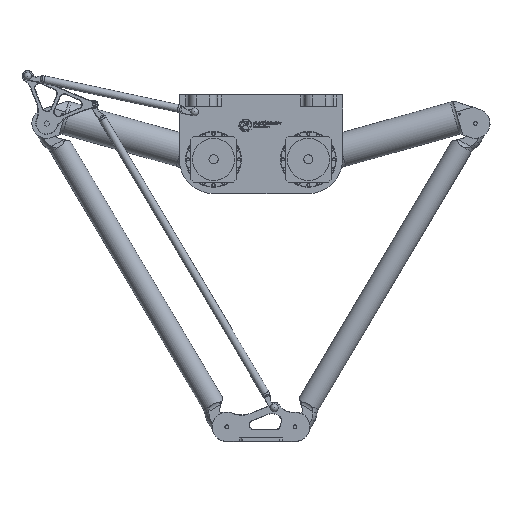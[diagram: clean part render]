
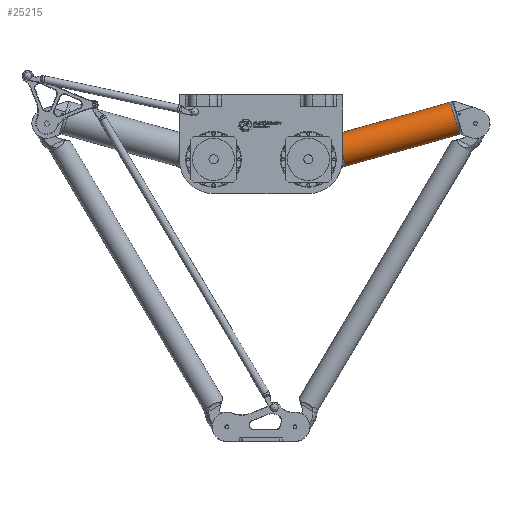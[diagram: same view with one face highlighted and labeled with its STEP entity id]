
A CAD part, left-side view. The second image highlights one B-rep face of the part: STEP entity #25215.
In plain terms, the highlighted cylindrical face has radius 44 mm (diameter 88 mm), a full revolution.
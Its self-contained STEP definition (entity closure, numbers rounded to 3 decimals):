
#897=FACE_BOUND('',#6382,.T.);
#2453=CIRCLE('',#27678,44.);
#2454=CIRCLE('',#27679,44.);
#2455=CIRCLE('',#27680,44.);
#2456=CIRCLE('',#27682,44.);
#3356=CYLINDRICAL_SURFACE('',#27681,44.);
#4403=FACE_OUTER_BOUND('',#6381,.T.);
#6381=EDGE_LOOP('',(#20358,#20359,#20360));
#6382=EDGE_LOOP('',(#20361));
#12431=VERTEX_POINT('',#45205);
#12432=VERTEX_POINT('',#45206);
#12433=VERTEX_POINT('',#45208);
#12434=VERTEX_POINT('',#45212);
#15237=EDGE_CURVE('',#12431,#12432,#2453,.T.);
#15238=EDGE_CURVE('',#12432,#12433,#2454,.T.);
#15239=EDGE_CURVE('',#12433,#12431,#2455,.T.);
#15240=EDGE_CURVE('',#12434,#12434,#2456,.T.);
#20358=ORIENTED_EDGE('',*,*,#15237,.F.);
#20359=ORIENTED_EDGE('',*,*,#15239,.F.);
#20360=ORIENTED_EDGE('',*,*,#15238,.F.);
#20361=ORIENTED_EDGE('',*,*,#15240,.T.);
#25215=ADVANCED_FACE('',(#4403,#897),#3356,.T.);
#27678=AXIS2_PLACEMENT_3D('',#45207,#33139,#33140);
#27679=AXIS2_PLACEMENT_3D('',#45209,#33141,#33142);
#27680=AXIS2_PLACEMENT_3D('',#45210,#33143,#33144);
#27681=AXIS2_PLACEMENT_3D('',#45211,#33145,#33146);
#27682=AXIS2_PLACEMENT_3D('',#45213,#33147,#33148);
#33139=DIRECTION('center_axis',(0.,1.,0.));
#33140=DIRECTION('ref_axis',(0.,0.,1.));
#33141=DIRECTION('center_axis',(0.,1.,0.));
#33142=DIRECTION('ref_axis',(0.,0.,1.));
#33143=DIRECTION('center_axis',(0.,1.,0.));
#33144=DIRECTION('ref_axis',(0.,0.,1.));
#33145=DIRECTION('center_axis',(0.,1.,0.));
#33146=DIRECTION('ref_axis',(0.,0.,1.));
#33147=DIRECTION('center_axis',(0.,1.,0.));
#33148=DIRECTION('ref_axis',(0.,0.,1.));
#45205=CARTESIAN_POINT('',(-43.,399.128,9.327));
#45206=CARTESIAN_POINT('',(0.,399.128,44.));
#45207=CARTESIAN_POINT('Origin',(0.,399.128,0.));
#45208=CARTESIAN_POINT('',(0.,399.128,-44.));
#45209=CARTESIAN_POINT('Origin',(0.,399.128,0.));
#45210=CARTESIAN_POINT('Origin',(0.,399.128,0.));
#45211=CARTESIAN_POINT('Origin',(0.,90.,0.));
#45212=CARTESIAN_POINT('',(0.,88.,44.));
#45213=CARTESIAN_POINT('Origin',(0.,88.,0.));
